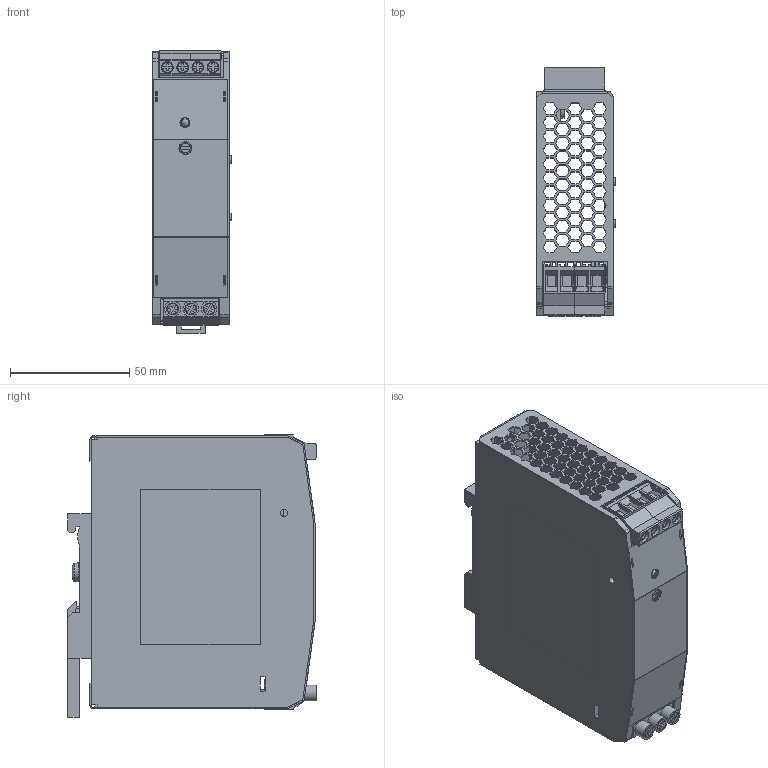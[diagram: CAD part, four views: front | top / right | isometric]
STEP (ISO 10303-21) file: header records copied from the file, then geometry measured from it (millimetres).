
FILE_DESCRIPTION (( 'STEP AP214' ), '1' );
FILE_NAME ('PSH-24-080.STEP', '2018-07-19T21:22:10', ( '' ), ( '' ), 'SwSTEP 2.0', 'SolidWorks 2017', '' );
FILE_SCHEMA (( 'AUTOMOTIVE_DESIGN' ));
Length unit declared in the file: inch
Products named in the file (1): PSH-24-080
Bounding box: 33.05 x 104.19 x 118.12 mm (x, y, z)
Volume: 71171.5 mm3; surface area: 93048.7 mm2
Topology: 22 solids, 22 shells, 1895 faces, 5256 edges, 3463 vertices
Faces by surface type: plane 1599, cylinder 194, bspline 55, cone 35, torus 12
Full cylindrical faces by diameter (mm): 0.2 x4, 0.5 x5, 2 x1, 2.459 x2, 3 x5, 3.005 x4, 3.175 x3, 3.2 x7, 3.242 x1, 3.5 x2, 3.505 x4, 3.7 x2, 4 x8, 4.144 x1, 4.3 x1, 4.602 x4, 4.749 x4, 4.9 x3, 4.901 x4, 4.904 x4, 5 x4, 5.131 x2, 5.2 x1, 5.29 x1, 5.588 x3, 6.3 x5, 6.6 x3, 7.9 x1
Entity records: 88023 total; most frequent: CARTESIAN_POINT 15337, ORIENTED_EDGE 10130, DIRECTION 8920, EDGE_CURVE 5065, LINE 4416, VECTOR 4416, VERTEX_POINT 3416, EDGE_LOOP 2385
